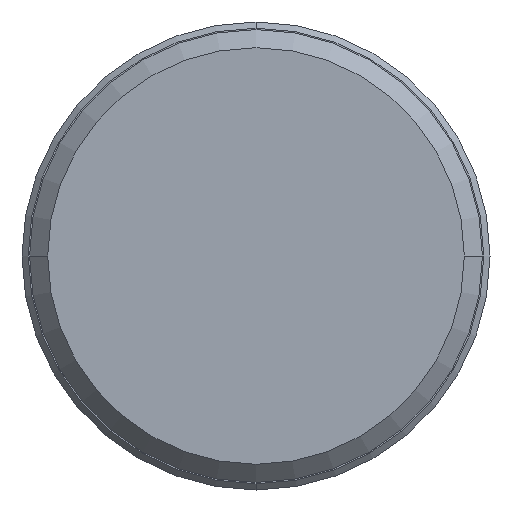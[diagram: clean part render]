
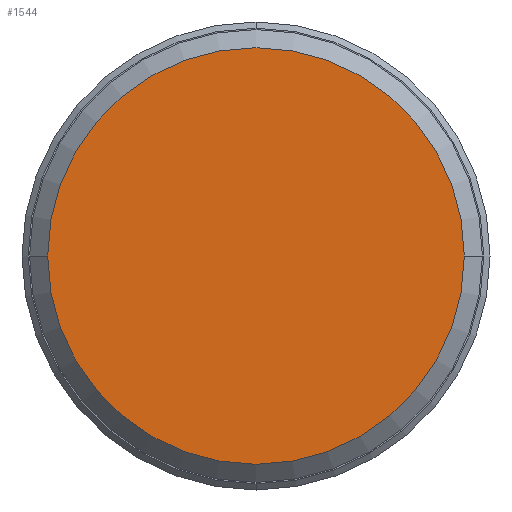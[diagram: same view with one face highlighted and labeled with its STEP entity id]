
A CAD part, left-side view. The second image highlights one B-rep face of the part: STEP entity #1544.
In plain terms, the highlighted planar face has unit normal (-1, 0, 0).
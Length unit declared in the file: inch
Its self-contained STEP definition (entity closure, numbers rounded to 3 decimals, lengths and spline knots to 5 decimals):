
#172 = DIRECTION ( 'NONE',  ( 1., 0., 0. ) ) ;
#231 = EDGE_CURVE ( 'NONE', #1717, #458, #429, .T. ) ;
#421 = AXIS2_PLACEMENT_3D ( 'NONE', #1853, #841, #2051 ) ;
#429 = CIRCLE ( 'NONE', #421, 0.33376 ) ;
#458 = VERTEX_POINT ( 'NONE', #1723 ) ;
#538 = CARTESIAN_POINT ( 'NONE',  ( -4.74897, 1.3999, 1.09317 ) ) ;
#745 = AXIS2_PLACEMENT_3D ( 'NONE', #538, #172, #1018 ) ;
#830 = CARTESIAN_POINT ( 'NONE',  ( -4.74897, 1.7684, 1.09317 ) ) ;
#841 = DIRECTION ( 'NONE',  ( 1., 0., 0. ) ) ;
#948 = ORIENTED_EDGE ( 'NONE', *, *, #1482, .F. ) ;
#1018 = DIRECTION ( 'NONE',  ( 0., 1., 0. ) ) ;
#1032 = PLANE ( 'NONE',  #2044 ) ;
#1164 = DIRECTION ( 'NONE',  ( -1., 0., 0. ) ) ;
#1482 = EDGE_CURVE ( 'NONE', #458, #1717, #2056, .T. ) ;
#1544 = ADVANCED_FACE ( 'NONE', ( #1760 ), #1032, .T. ) ;
#1717 = VERTEX_POINT ( 'NONE', #2101 ) ;
#1723 = CARTESIAN_POINT ( 'NONE',  ( -4.74897, 1.73366, 1.09317 ) ) ;
#1760 = FACE_OUTER_BOUND ( 'NONE', #1813, .T. ) ;
#1813 = EDGE_LOOP ( 'NONE', ( #948, #1941 ) ) ;
#1853 = CARTESIAN_POINT ( 'NONE',  ( -4.74897, 1.3999, 1.09317 ) ) ;
#1872 = DIRECTION ( 'NONE',  ( 0., 0., 1. ) ) ;
#1941 = ORIENTED_EDGE ( 'NONE', *, *, #231, .F. ) ;
#2044 = AXIS2_PLACEMENT_3D ( 'NONE', #830, #1164, #1872 ) ;
#2051 = DIRECTION ( 'NONE',  ( 0., 1., 0. ) ) ;
#2056 = CIRCLE ( 'NONE', #745, 0.33376 ) ;
#2101 = CARTESIAN_POINT ( 'NONE',  ( -4.74897, 1.06614, 1.09317 ) ) ;
